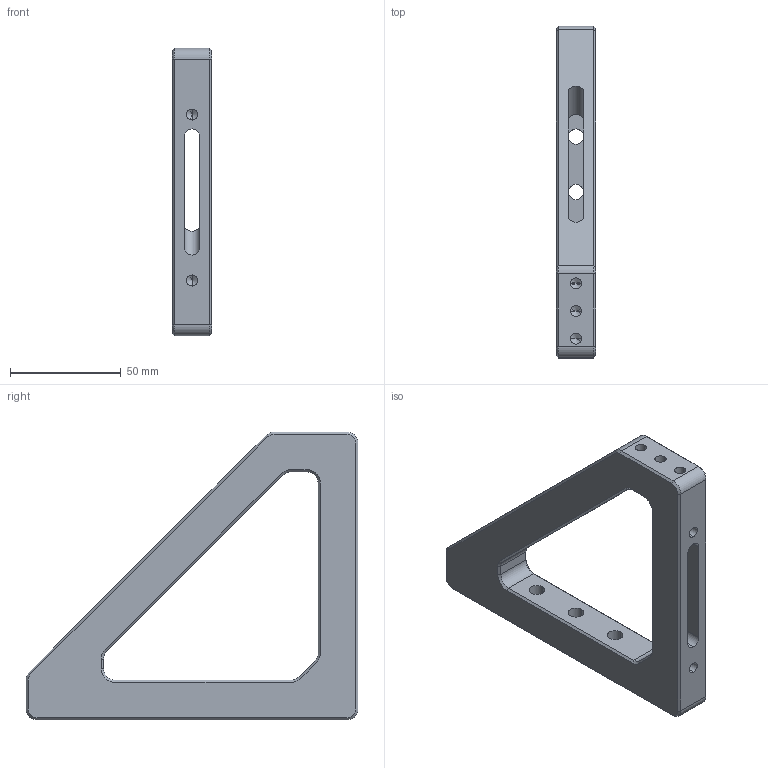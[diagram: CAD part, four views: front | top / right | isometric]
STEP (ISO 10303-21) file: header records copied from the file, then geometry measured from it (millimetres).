
FILE_DESCRIPTION (( 'STEP AP203' ), '1' );
FILE_NAME ('GCM-301023M.STEP', '2019-06-28T06:24:41', ( '' ), ( '' ), 'SwSTEP 2.0', 'SolidWorks 2015', '' );
FILE_SCHEMA (( 'CONFIG_CONTROL_DESIGN' ));
Length unit declared in the file: millimetre
Products named in the file (1): GCM-301023M
Bounding box: 18 x 150 x 130 mm (x, y, z)
Volume: 116202.6 mm3; surface area: 36118.1 mm2
Topology: 1 solids, 1 shells, 128 faces, 312 edges, 175 vertices
Faces by surface type: cylinder 45, cone 44, plane 39
Entity records: 3647 total; most frequent: DIRECTION 660, CARTESIAN_POINT 594, ORIENTED_EDGE 580, EDGE_CURVE 290, AXIS2_PLACEMENT_3D 241, VECTOR 178, LINE 178, VERTEX_POINT 175
